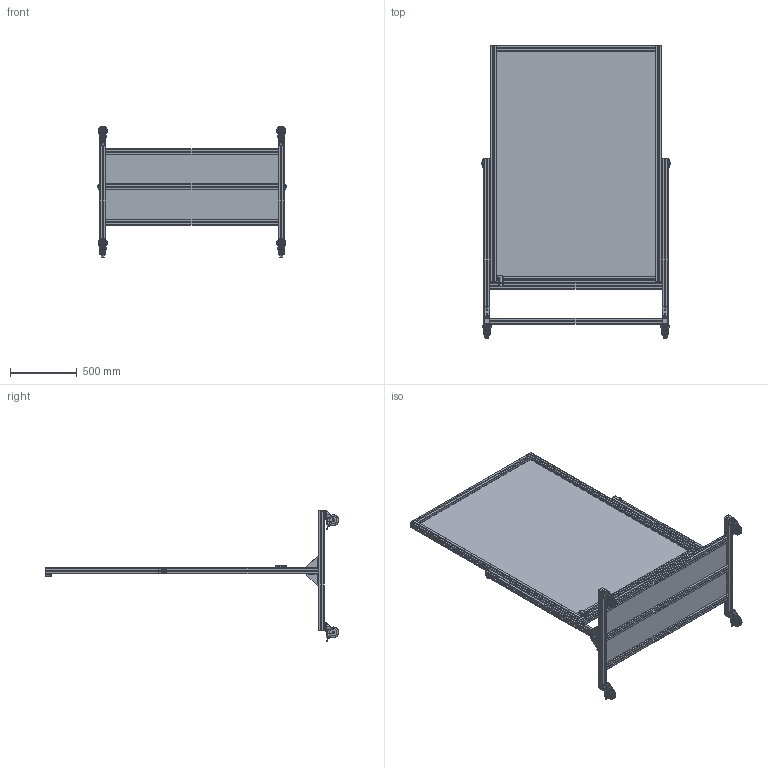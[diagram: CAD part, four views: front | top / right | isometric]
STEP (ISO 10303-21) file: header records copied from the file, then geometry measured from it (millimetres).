
FILE_DESCRIPTION (( 'STEP AP214' ), '1' );
FILE_NAME ('WHITE BOARD DISPLAY 3 OVERALL ASSY.STEP', '2018-06-26T08:27:00', ( '' ), ( '' ), 'SwSTEP 2.0', 'SolidWorks 2018', '' );
FILE_SCHEMA (( 'AUTOMOTIVE_DESIGN' ));
Length unit declared in the file: millimetre
Products named in the file (20): WHITE BOARD DISPLAY FRAME 3 PART 2_Default<As Machined>; FATH_093S1230T; WHITE BOARD DISPLAY FRAME 3 ASSY 2; CASTER WHEEL D80 LOCKING NON MARKING; 45X90 BRACKET WITH FIXINGS; FATH_096038; WHITE BOARD DISPLAY 3 PANEL 1; FATH_096036; socket set screw cone point_iso_ISO 4027 - M8 x 12-N; WHITE BOARD DISPLAY 3 PANEL 3; WHITE BOARD SHAFT; DOOR LATCH SHOTBOLT; socket button head screw_iso_ISO 7380 - M6 x 20 - 20N; DOOR LATCH; WHITE BOARD DISPLAY FRAME 3 PART 1_Default<As Machined>; KFL001 ALUMINIUM 2 BOLT OVAL BEARING WITH 12MM BORE; WHITE BOARD DISPLAY 3 OVERALL ASSY; FATH_covcap45x45; DOOR LATCH SHOTBOLT_OPEN; WHITE BOARD DISPLAY FRAME 3 ASSY 1
Assembly tree (64 placements, depth 3):
  WHITE BOARD DISPLAY 3 OVERALL ASSY
    WHITE BOARD DISPLAY FRAME 3 ASSY 1
      WHITE BOARD DISPLAY FRAME 3 PART 1_Default<As Machined>
      KFL001 ALUMINIUM 2 BOLT OVAL BEARING WITH 12MM BORE  x2
      FATH_covcap45x45  x6
      FATH_093S1230T  x10
      CASTER WHEEL D80 LOCKING NON MARKING  x4
      WHITE BOARD DISPLAY 3 PANEL 1  x2
      socket button head screw_iso_ISO 7380 - M6 x 20 - 20N  x4
      FATH_096036  x4
      DOOR LATCH
      45X90 BRACKET WITH FIXINGS  x4
    WHITE BOARD DISPLAY FRAME 3 ASSY 2
      WHITE BOARD DISPLAY FRAME 3 PART 2_Default<As Machined>
      WHITE BOARD DISPLAY 3 PANEL 3
      FATH_covcap45x45  x4
      FATH_093S1230T  x4
      FATH_096038  x6
      socket set screw cone point_iso_ISO 4027 - M8 x 12-N  x4
      WHITE BOARD SHAFT  x2
      DOOR LATCH SHOTBOLT_OPEN
      DOOR LATCH SHOTBOLT
Bounding box: 1417 x 2202.5 x 985.5 mm (x, y, z)
Volume: 30095842.5 mm3; surface area: 11030507.5 mm2
Topology: 76 solids, 76 shells, 3806 faces, 9870 edges, 6368 vertices
Faces by surface type: plane 1973, cylinder 1344, cone 250, torus 173, bspline 58, sphere 8
Entity records: 46202 total; most frequent: CARTESIAN_POINT 10974, DIRECTION 6929, ORIENTED_EDGE 6848, EDGE_CURVE 3424, AXIS2_PLACEMENT_3D 2358, VECTOR 2213, LINE 2213, VERTEX_POINT 2213
